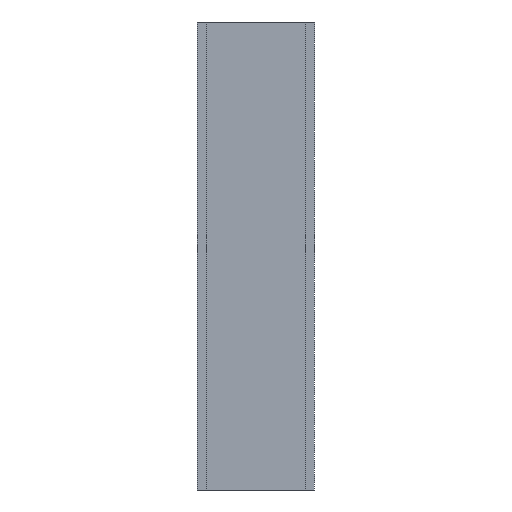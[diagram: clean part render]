
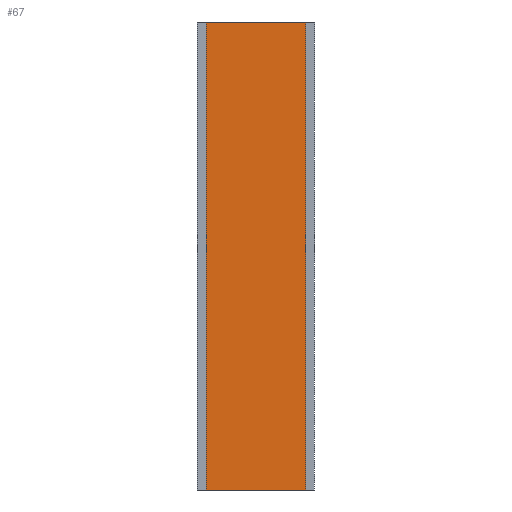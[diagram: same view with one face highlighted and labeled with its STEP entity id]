
A CAD part, front view. The second image highlights one B-rep face of the part: STEP entity #67.
In plain terms, the highlighted planar face has unit normal (0, -1, 0).
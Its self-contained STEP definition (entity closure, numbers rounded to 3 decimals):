
#67=ADVANCED_FACE('',(#87),#88,.T.);
#87=FACE_OUTER_BOUND('',#113,.T.);
#88=PLANE('',#114);
#113=EDGE_LOOP('',(#164,#165,#166,#167));
#114=AXIS2_PLACEMENT_3D('',#168,#169,#170);
#164=ORIENTED_EDGE('',*,*,#226,.F.);
#165=ORIENTED_EDGE('',*,*,#217,.T.);
#166=ORIENTED_EDGE('',*,*,#221,.T.);
#167=ORIENTED_EDGE('',*,*,#224,.T.);
#168=CARTESIAN_POINT('',(0.,285.0,0.011));
#169=DIRECTION('',(0.0,-1.0,0.0));
#170=DIRECTION('',(0.,0.0,-1.0));
#217=EDGE_CURVE('',#245,#243,#246,.T.);
#221=EDGE_CURVE('',#243,#250,#252,.T.);
#224=EDGE_CURVE('',#250,#255,#257,.T.);
#226=EDGE_CURVE('',#245,#255,#259,.T.);
#243=VERTEX_POINT('',#284);
#245=VERTEX_POINT('',#287);
#246=LINE('',#288,#289);
#250=VERTEX_POINT('',#295);
#252=LINE('',#298,#299);
#255=VERTEX_POINT('',#303);
#257=LINE('',#306,#307);
#259=LINE('',#310,#311);
#284=CARTESIAN_POINT('',(-42.5,285.0,200.011));
#287=CARTESIAN_POINT('',(42.5,285.0,200.011));
#288=CARTESIAN_POINT('',(0.,285.0,200.011));
#289=VECTOR('',#346,10.0);
#295=CARTESIAN_POINT('',(-42.5,285.0,-199.989));
#298=CARTESIAN_POINT('',(-42.5,285.0,0.011));
#299=VECTOR('',#350,10.0);
#303=CARTESIAN_POINT('',(42.5,285.0,-199.989));
#306=CARTESIAN_POINT('',(0.,285.0,-199.989));
#307=VECTOR('',#353,10.0);
#310=CARTESIAN_POINT('',(42.5,285.0,0.011));
#311=VECTOR('',#355,10.0);
#346=DIRECTION('',(-1.0,0.0,0.));
#350=DIRECTION('',(0.,0.0,-1.0));
#353=DIRECTION('',(1.0,0.0,0.));
#355=DIRECTION('',(0.,0.0,-1.0));
